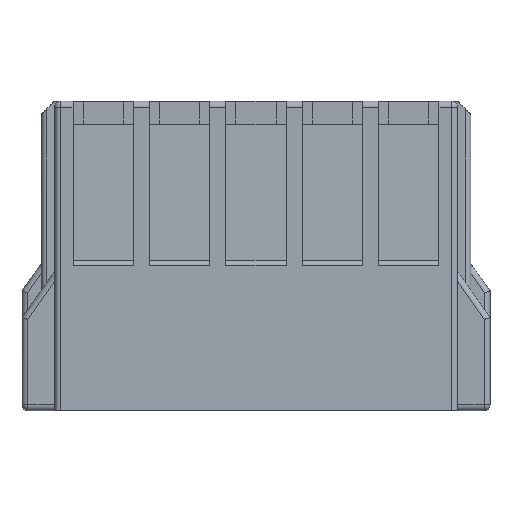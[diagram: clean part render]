
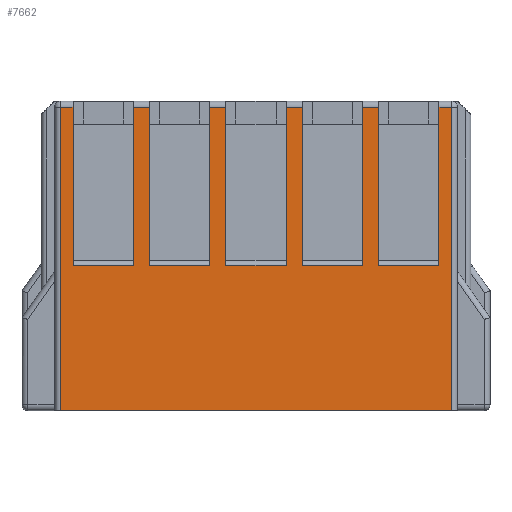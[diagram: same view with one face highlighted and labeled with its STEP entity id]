
A CAD part, front view. The second image highlights one B-rep face of the part: STEP entity #7662.
In plain terms, the highlighted planar face has unit normal (0, -1, 0).
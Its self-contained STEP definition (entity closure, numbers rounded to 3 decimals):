
#852=DIRECTION('',(0.,0.,-1.));
#853=VECTOR('',#852,4.15);
#854=CARTESIAN_POINT('',(3.21,-2.295,-0.15));
#855=LINE('',#854,#853);
#856=DIRECTION('',(1.,0.,0.));
#857=VECTOR('',#856,1.58);
#858=CARTESIAN_POINT('',(3.21,-2.295,-4.3));
#859=LINE('',#858,#857);
#860=DIRECTION('',(0.,0.,-1.));
#861=VECTOR('',#860,4.15);
#862=CARTESIAN_POINT('',(4.79,-2.295,-0.15));
#863=LINE('',#862,#861);
#864=DIRECTION('',(1.,0.,0.));
#865=VECTOR('',#864,0.335);
#866=CARTESIAN_POINT('',(4.79,-2.295,-0.15));
#867=LINE('',#866,#865);
#868=DIRECTION('',(0.,0.,-1.));
#869=VECTOR('',#868,7.95);
#870=CARTESIAN_POINT('',(5.125,-2.295,-0.15));
#871=LINE('',#870,#869);
#872=DIRECTION('',(0.,0.,-1.));
#873=VECTOR('',#872,7.95);
#874=CARTESIAN_POINT('',(-5.125,-2.295,-0.15));
#875=LINE('',#874,#873);
#876=DIRECTION('',(1.,0.,0.));
#877=VECTOR('',#876,0.335);
#878=CARTESIAN_POINT('',(-5.125,-2.295,-0.15));
#879=LINE('',#878,#877);
#880=DIRECTION('',(0.,0.,-1.));
#881=VECTOR('',#880,4.15);
#882=CARTESIAN_POINT('',(-4.79,-2.295,-0.15));
#883=LINE('',#882,#881);
#884=DIRECTION('',(1.,0.,0.));
#885=VECTOR('',#884,1.58);
#886=CARTESIAN_POINT('',(-4.79,-2.295,-4.3));
#887=LINE('',#886,#885);
#888=DIRECTION('',(0.,0.,-1.));
#889=VECTOR('',#888,4.15);
#890=CARTESIAN_POINT('',(-3.21,-2.295,-0.15));
#891=LINE('',#890,#889);
#892=DIRECTION('',(1.,0.,0.));
#893=VECTOR('',#892,0.42);
#894=CARTESIAN_POINT('',(-3.21,-2.295,-0.15));
#895=LINE('',#894,#893);
#896=DIRECTION('',(0.,0.,-1.));
#897=VECTOR('',#896,4.15);
#898=CARTESIAN_POINT('',(-2.79,-2.295,-0.15));
#899=LINE('',#898,#897);
#900=DIRECTION('',(1.,0.,0.));
#901=VECTOR('',#900,1.58);
#902=CARTESIAN_POINT('',(-2.79,-2.295,-4.3));
#903=LINE('',#902,#901);
#904=DIRECTION('',(0.,0.,-1.));
#905=VECTOR('',#904,4.15);
#906=CARTESIAN_POINT('',(-1.21,-2.295,-0.15));
#907=LINE('',#906,#905);
#908=DIRECTION('',(1.,0.,0.));
#909=VECTOR('',#908,0.42);
#910=CARTESIAN_POINT('',(-1.21,-2.295,-0.15));
#911=LINE('',#910,#909);
#912=DIRECTION('',(0.,0.,-1.));
#913=VECTOR('',#912,4.15);
#914=CARTESIAN_POINT('',(-0.79,-2.295,-0.15));
#915=LINE('',#914,#913);
#916=DIRECTION('',(1.,0.,0.));
#917=VECTOR('',#916,1.58);
#918=CARTESIAN_POINT('',(-0.79,-2.295,-4.3));
#919=LINE('',#918,#917);
#920=DIRECTION('',(0.,0.,-1.));
#921=VECTOR('',#920,4.15);
#922=CARTESIAN_POINT('',(0.79,-2.295,-0.15));
#923=LINE('',#922,#921);
#924=DIRECTION('',(1.,0.,0.));
#925=VECTOR('',#924,0.42);
#926=CARTESIAN_POINT('',(0.79,-2.295,-0.15));
#927=LINE('',#926,#925);
#928=DIRECTION('',(0.,0.,-1.));
#929=VECTOR('',#928,4.15);
#930=CARTESIAN_POINT('',(1.21,-2.295,-0.15));
#931=LINE('',#930,#929);
#932=DIRECTION('',(1.,0.,0.));
#933=VECTOR('',#932,1.58);
#934=CARTESIAN_POINT('',(1.21,-2.295,-4.3));
#935=LINE('',#934,#933);
#936=DIRECTION('',(0.,0.,-1.));
#937=VECTOR('',#936,4.15);
#938=CARTESIAN_POINT('',(2.79,-2.295,-0.15));
#939=LINE('',#938,#937);
#940=DIRECTION('',(1.,0.,0.));
#941=VECTOR('',#940,0.42);
#942=CARTESIAN_POINT('',(2.79,-2.295,-0.15));
#943=LINE('',#942,#941);
#1112=DIRECTION('',(1.,0.,0.));
#1113=VECTOR('',#1112,10.25);
#1114=CARTESIAN_POINT('',(-5.125,-2.295,-8.1));
#1115=LINE('',#1114,#1113);
#5496=CARTESIAN_POINT('',(-4.79,-2.295,-0.15));
#5497=CARTESIAN_POINT('',(-4.79,-2.295,-4.3));
#5498=VERTEX_POINT('',#5496);
#5499=VERTEX_POINT('',#5497);
#5500=CARTESIAN_POINT('',(-3.21,-2.295,-0.15));
#5501=CARTESIAN_POINT('',(-3.21,-2.295,-4.3));
#5502=VERTEX_POINT('',#5500);
#5503=VERTEX_POINT('',#5501);
#5589=CARTESIAN_POINT('',(-2.79,-2.295,-4.3));
#5590=VERTEX_POINT('',#5589);
#5591=CARTESIAN_POINT('',(-1.21,-2.295,-4.3));
#5592=VERTEX_POINT('',#5591);
#5637=CARTESIAN_POINT('',(-0.79,-2.295,-4.3));
#5638=VERTEX_POINT('',#5637);
#5639=CARTESIAN_POINT('',(0.79,-2.295,-4.3));
#5640=VERTEX_POINT('',#5639);
#5685=CARTESIAN_POINT('',(1.21,-2.295,-4.3));
#5686=VERTEX_POINT('',#5685);
#5687=CARTESIAN_POINT('',(2.79,-2.295,-4.3));
#5688=VERTEX_POINT('',#5687);
#5733=CARTESIAN_POINT('',(-2.79,-2.295,-0.15));
#5734=VERTEX_POINT('',#5733);
#5735=CARTESIAN_POINT('',(-1.21,-2.295,-0.15));
#5736=VERTEX_POINT('',#5735);
#5775=CARTESIAN_POINT('',(-0.79,-2.295,-0.15));
#5776=VERTEX_POINT('',#5775);
#5777=CARTESIAN_POINT('',(0.79,-2.295,-0.15));
#5778=VERTEX_POINT('',#5777);
#5817=CARTESIAN_POINT('',(1.21,-2.295,-0.15));
#5818=VERTEX_POINT('',#5817);
#5819=CARTESIAN_POINT('',(2.79,-2.295,-0.15));
#5820=VERTEX_POINT('',#5819);
#5952=CARTESIAN_POINT('',(-5.125,-2.295,-8.1));
#5954=VERTEX_POINT('',#5952);
#5956=CARTESIAN_POINT('',(-5.125,-2.295,-0.15));
#5957=VERTEX_POINT('',#5956);
#5959=CARTESIAN_POINT('',(5.125,-2.295,-8.1));
#5961=VERTEX_POINT('',#5959);
#5962=CARTESIAN_POINT('',(5.125,-2.295,-0.15));
#5963=VERTEX_POINT('',#5962);
#6538=CARTESIAN_POINT('',(3.21,-2.295,-4.3));
#6539=VERTEX_POINT('',#6538);
#6540=CARTESIAN_POINT('',(4.79,-2.295,-4.3));
#6541=VERTEX_POINT('',#6540);
#6586=CARTESIAN_POINT('',(3.21,-2.295,-0.15));
#6587=VERTEX_POINT('',#6586);
#6588=CARTESIAN_POINT('',(4.79,-2.295,-0.15));
#6589=VERTEX_POINT('',#6588);
#7610=CARTESIAN_POINT('',(-5.275,-2.295,0.));
#7611=DIRECTION('',(0.,-1.,0.));
#7612=DIRECTION('',(1.,0.,0.));
#7613=AXIS2_PLACEMENT_3D('',#7610,#7611,#7612);
#7614=PLANE('',#7613);
#7615=ORIENTED_EDGE('',*,*,#7565,.T.);
#7616=ORIENTED_EDGE('',*,*,#7605,.T.);
#7617=ORIENTED_EDGE('',*,*,#7509,.F.);
#7619=ORIENTED_EDGE('',*,*,#7618,.T.);
#7621=ORIENTED_EDGE('',*,*,#7620,.T.);
#7623=ORIENTED_EDGE('',*,*,#7622,.F.);
#7625=ORIENTED_EDGE('',*,*,#7624,.F.);
#7627=ORIENTED_EDGE('',*,*,#7626,.T.);
#7629=ORIENTED_EDGE('',*,*,#7628,.T.);
#7631=ORIENTED_EDGE('',*,*,#7630,.T.);
#7633=ORIENTED_EDGE('',*,*,#7632,.F.);
#7635=ORIENTED_EDGE('',*,*,#7634,.T.);
#7637=ORIENTED_EDGE('',*,*,#7636,.T.);
#7639=ORIENTED_EDGE('',*,*,#7638,.T.);
#7641=ORIENTED_EDGE('',*,*,#7640,.F.);
#7643=ORIENTED_EDGE('',*,*,#7642,.T.);
#7645=ORIENTED_EDGE('',*,*,#7644,.T.);
#7647=ORIENTED_EDGE('',*,*,#7646,.T.);
#7649=ORIENTED_EDGE('',*,*,#7648,.F.);
#7651=ORIENTED_EDGE('',*,*,#7650,.T.);
#7653=ORIENTED_EDGE('',*,*,#7652,.T.);
#7655=ORIENTED_EDGE('',*,*,#7654,.T.);
#7657=ORIENTED_EDGE('',*,*,#7656,.F.);
#7659=ORIENTED_EDGE('',*,*,#7658,.T.);
#7660=EDGE_LOOP('',(#7615,#7616,#7617,#7619,#7621,#7623,#7625,#7627,#7629,#7631,
#7633,#7635,#7637,#7639,#7641,#7643,#7645,#7647,#7649,#7651,#7653,#7655,#7657,
#7659));
#7661=FACE_OUTER_BOUND('',#7660,.F.);
#7509=EDGE_CURVE('',#6589,#6541,#863,.T.);
#7565=EDGE_CURVE('',#6587,#6539,#855,.T.);
#7605=EDGE_CURVE('',#6539,#6541,#859,.T.);
#7618=EDGE_CURVE('',#6589,#5963,#867,.T.);
#7620=EDGE_CURVE('',#5963,#5961,#871,.T.);
#7622=EDGE_CURVE('',#5954,#5961,#1115,.T.);
#7624=EDGE_CURVE('',#5957,#5954,#875,.T.);
#7626=EDGE_CURVE('',#5957,#5498,#879,.T.);
#7628=EDGE_CURVE('',#5498,#5499,#883,.T.);
#7630=EDGE_CURVE('',#5499,#5503,#887,.T.);
#7632=EDGE_CURVE('',#5502,#5503,#891,.T.);
#7634=EDGE_CURVE('',#5502,#5734,#895,.T.);
#7636=EDGE_CURVE('',#5734,#5590,#899,.T.);
#7638=EDGE_CURVE('',#5590,#5592,#903,.T.);
#7640=EDGE_CURVE('',#5736,#5592,#907,.T.);
#7642=EDGE_CURVE('',#5736,#5776,#911,.T.);
#7644=EDGE_CURVE('',#5776,#5638,#915,.T.);
#7646=EDGE_CURVE('',#5638,#5640,#919,.T.);
#7648=EDGE_CURVE('',#5778,#5640,#923,.T.);
#7650=EDGE_CURVE('',#5778,#5818,#927,.T.);
#7652=EDGE_CURVE('',#5818,#5686,#931,.T.);
#7654=EDGE_CURVE('',#5686,#5688,#935,.T.);
#7656=EDGE_CURVE('',#5820,#5688,#939,.T.);
#7658=EDGE_CURVE('',#5820,#6587,#943,.T.);
#7662=ADVANCED_FACE('',(#7661),#7614,.T.);
